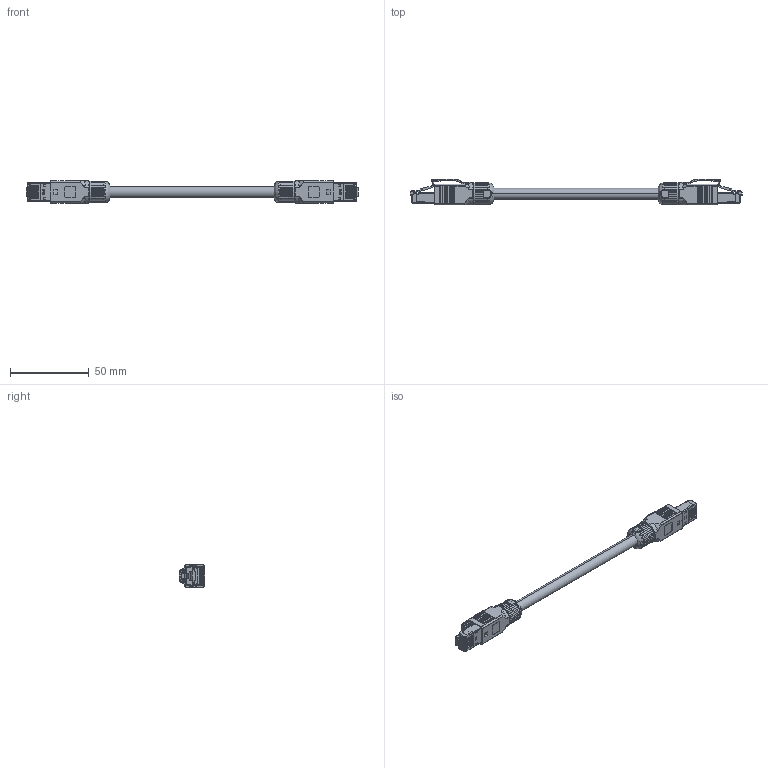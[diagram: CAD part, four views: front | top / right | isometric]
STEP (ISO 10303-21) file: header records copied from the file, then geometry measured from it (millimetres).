
FILE_DESCRIPTION (( 'STEP AP214' ), '1' );
FILE_NAME ('TRGPA401_3D.STEP', '2020-03-04T14:33:20', ( '' ), ( '' ), 'SwSTEP 2.0', 'SolidWorks 2018', '' );
FILE_SCHEMA (( 'AUTOMOTIVE_DESIGN' ));
Length unit declared in the file: inch
Products named in the file (3): TSPFTPFNS_Without Gormmet; TRGPA401_3D; 1AL04-078_1AL03-152
Assembly tree (3 placements, depth 2):
  TRGPA401_3D
    1AL04-078_1AL03-152
    TSPFTPFNS_Without Gormmet  x2
Bounding box: 211.04 x 16.38 x 14 mm (x, y, z)
Volume: 5839.9 mm3; surface area: 21557.2 mm2
Topology: 1 solids, 13 shells, 3376 faces, 8724 edges, 5340 vertices
Faces by surface type: bspline 3372, cylinder 2, plane 2
Entity records: 78002 total; most frequent: CARTESIAN_POINT 43988, ORIENTED_EDGE 8492, EDGE_CURVE 4364, DIRECTION 4234, VERTEX_POINT 2672, VECTOR 2438, LINE 2438, EDGE_LOOP 1752
